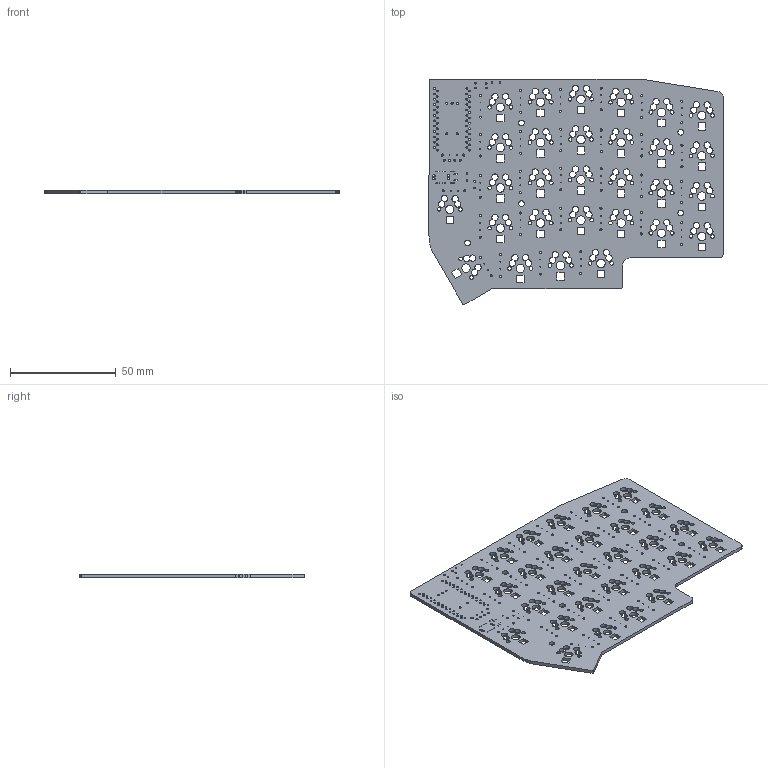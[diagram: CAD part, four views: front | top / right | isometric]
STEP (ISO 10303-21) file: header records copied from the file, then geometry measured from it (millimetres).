
FILE_DESCRIPTION(('KiCad electronic assembly'),'2;1');
FILE_NAME('Lily58_HS_RGB.step','2020-12-11T09:32:46',('An Author'),( 'A Company'),'Open CASCADE STEP processor 6.9', 'KiCad to STEP converter','Unknown');
FILE_SCHEMA(('AUTOMOTIVE_DESIGN { 1 0 10303 214 1 1 1 1 }'));
Length unit declared in the file: millimetre
Products named in the file (2): Open CASCADE STEP translator 6.9 1; COMPOUND
Assembly tree (1 placements, depth 2):
  Open CASCADE STEP translator 6.9 1
    COMPOUND
Bounding box: 139.06 x 106.72 x 1.6 mm (x, y, z)
Volume: 17791.7 mm3; surface area: 27124.2 mm2
Topology: 1 solids, 1 shells, 722 faces, 2160 edges, 1440 vertices
Faces by surface type: cylinder 530, plane 192
Full cylindrical faces by diameter (mm): 0.4 x60, 0.55 x2, 0.813 x56, 1 x69, 1.2 x4, 1.702 x58, 2.7 x5, 3.988 x29
Entity records: 57431 total; most frequent: CARTESIAN_POINT 15236, DIRECTION 7696, ORIENTED_EDGE 4320, PCURVE 4320, DEFINITIONAL_REPRESENTATION 4320, LINE 4128, VECTOR 4128, EDGE_CURVE 2160
